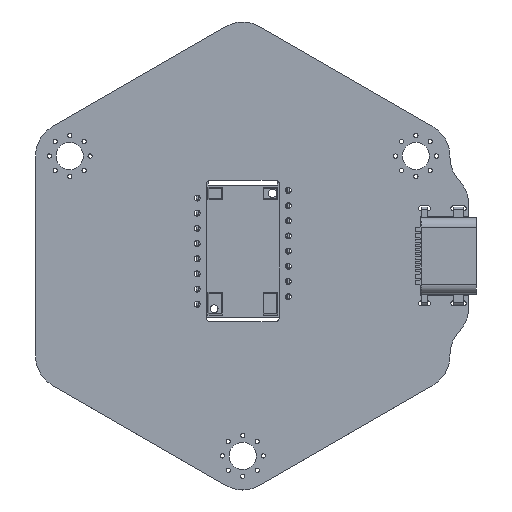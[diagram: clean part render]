
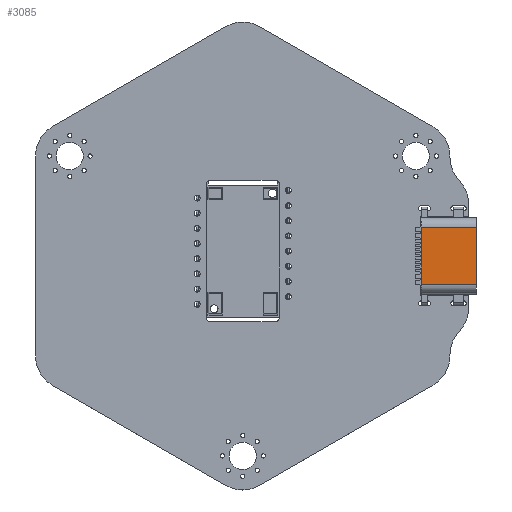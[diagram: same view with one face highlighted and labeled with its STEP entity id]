
A CAD part, top view. The second image highlights one B-rep face of the part: STEP entity #3085.
In plain terms, the highlighted planar face has unit normal (0, 0, 1).
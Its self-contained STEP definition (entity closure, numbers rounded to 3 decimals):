
#3085 = ADVANCED_FACE('',(#3086),#3120,.T.);
#3086 = FACE_BOUND('',#3087,.T.);
#3087 = EDGE_LOOP('',(#3088,#3098,#3106,#3114));
#3088 = ORIENTED_EDGE('',*,*,#3089,.T.);
#3089 = EDGE_CURVE('',#3090,#3092,#3094,.T.);
#3090 = VERTEX_POINT('',#3091);
#3091 = CARTESIAN_POINT('',(-3.32,0.,1.58));
#3092 = VERTEX_POINT('',#3093);
#3093 = CARTESIAN_POINT('',(3.32,0.,1.58));
#3094 = LINE('',#3095,#3096);
#3095 = CARTESIAN_POINT('',(-3.32,0.,1.58));
#3096 = VECTOR('',#3097,1.);
#3097 = DIRECTION('',(1.,0.,0.));
#3098 = ORIENTED_EDGE('',*,*,#3099,.T.);
#3099 = EDGE_CURVE('',#3092,#3100,#3102,.T.);
#3100 = VERTEX_POINT('',#3101);
#3101 = CARTESIAN_POINT('',(3.32,6.5,1.58));
#3102 = LINE('',#3103,#3104);
#3103 = CARTESIAN_POINT('',(3.32,0.,1.58));
#3104 = VECTOR('',#3105,1.);
#3105 = DIRECTION('',(0.,1.,0.));
#3106 = ORIENTED_EDGE('',*,*,#3107,.F.);
#3107 = EDGE_CURVE('',#3108,#3100,#3110,.T.);
#3108 = VERTEX_POINT('',#3109);
#3109 = CARTESIAN_POINT('',(-3.32,6.5,1.58));
#3110 = LINE('',#3111,#3112);
#3111 = CARTESIAN_POINT('',(-3.32,6.5,1.58));
#3112 = VECTOR('',#3113,1.);
#3113 = DIRECTION('',(1.,0.,0.));
#3114 = ORIENTED_EDGE('',*,*,#3115,.F.);
#3115 = EDGE_CURVE('',#3090,#3108,#3116,.T.);
#3116 = LINE('',#3117,#3118);
#3117 = CARTESIAN_POINT('',(-3.32,0.,1.58));
#3118 = VECTOR('',#3119,1.);
#3119 = DIRECTION('',(0.,1.,0.));
#3120 = PLANE('',#3121);
#3121 = AXIS2_PLACEMENT_3D('',#3122,#3123,#3124);
#3122 = CARTESIAN_POINT('',(-3.32,0.,1.58));
#3123 = DIRECTION('',(0.,0.,1.));
#3124 = DIRECTION('',(1.,0.,-0.));
